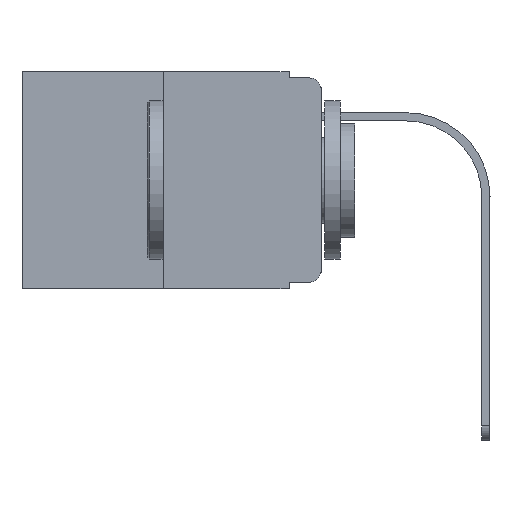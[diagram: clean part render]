
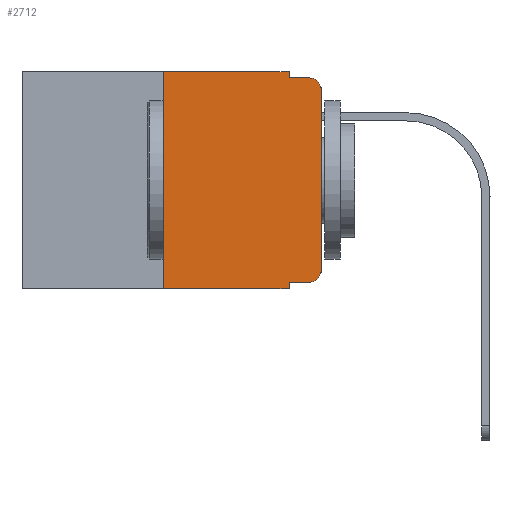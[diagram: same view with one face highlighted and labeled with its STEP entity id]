
A CAD part, left-side view. The second image highlights one B-rep face of the part: STEP entity #2712.
In plain terms, the highlighted planar face has unit normal (-1, 0, 0).
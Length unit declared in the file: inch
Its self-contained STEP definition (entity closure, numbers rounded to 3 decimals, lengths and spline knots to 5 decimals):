
#658 = DIRECTION ( 'NONE',  ( 0., 0., 1. ) ) ;
#904 = VERTEX_POINT ( 'NONE', #12946 ) ;
#908 = CARTESIAN_POINT ( 'NONE',  ( 0., 0.25, -0.343 ) ) ;
#933 = LINE ( 'NONE', #14064, #8953 ) ;
#1051 = VECTOR ( 'NONE', #14893, 39.37008 ) ;
#1197 = CARTESIAN_POINT ( 'NONE',  ( 0., 0.473, 0. ) ) ;
#1543 = EDGE_CURVE ( 'NONE', #904, #16566, #5066, .T. ) ;
#1715 = DIRECTION ( 'NONE',  ( 0., 0., 1. ) ) ;
#2180 = AXIS2_PLACEMENT_3D ( 'NONE', #11671, #9202, #9106 ) ;
#2322 = EDGE_CURVE ( 'NONE', #13308, #6650, #5028, .T. ) ;
#2455 = VECTOR ( 'NONE', #4251, 39.37008 ) ;
#2512 = EDGE_LOOP ( 'NONE', ( #7575, #10253, #5251, #13900, #7571, #6678, #7365, #6586, #10125, #9552 ) ) ;
#2712 = ADVANCED_FACE ( 'NONE', ( #10143 ), #3650, .F. ) ;
#2886 = CARTESIAN_POINT ( 'NONE',  ( 0., 0.473, -0.343 ) ) ;
#2995 = CARTESIAN_POINT ( 'NONE',  ( 0., 0.051, 0. ) ) ;
#3060 = LINE ( 'NONE', #8285, #8885 ) ;
#3123 = EDGE_CURVE ( 'NONE', #15100, #6201, #10263, .T. ) ;
#3134 = LINE ( 'NONE', #13434, #12162 ) ;
#3650 = PLANE ( 'NONE',  #3771 ) ;
#3771 = AXIS2_PLACEMENT_3D ( 'NONE', #1197, #3809, #12443 ) ;
#3809 = DIRECTION ( 'NONE',  ( 1., 0., 0. ) ) ;
#4251 = DIRECTION ( 'NONE',  ( 0., 0., -1. ) ) ;
#4298 = CARTESIAN_POINT ( 'NONE',  ( 0., 0., -0.313 ) ) ;
#4810 = EDGE_CURVE ( 'NONE', #12314, #11433, #6504, .T. ) ;
#4983 = VERTEX_POINT ( 'NONE', #5822 ) ;
#5028 = LINE ( 'NONE', #2886, #5112 ) ;
#5066 = LINE ( 'NONE', #6110, #10367 ) ;
#5112 = VECTOR ( 'NONE', #15648, 39.37008 ) ;
#5251 = ORIENTED_EDGE ( 'NONE', *, *, #10724, .F. ) ;
#5356 = LINE ( 'NONE', #2995, #2455 ) ;
#5396 = VERTEX_POINT ( 'NONE', #8495 ) ;
#5760 = DIRECTION ( 'NONE',  ( 0., -1., 0. ) ) ;
#5822 = CARTESIAN_POINT ( 'NONE',  ( 0., 0.051, -0.333 ) ) ;
#5874 = LINE ( 'NONE', #8567, #15080 ) ;
#6110 = CARTESIAN_POINT ( 'NONE',  ( 0., 0.051, 0. ) ) ;
#6201 = VERTEX_POINT ( 'NONE', #4298 ) ;
#6504 = CIRCLE ( 'NONE', #8395, 0.02 ) ;
#6586 = ORIENTED_EDGE ( 'NONE', *, *, #6941, .F. ) ;
#6650 = VERTEX_POINT ( 'NONE', #14734 ) ;
#6667 = CARTESIAN_POINT ( 'NONE',  ( 0., 0.02, -0.03 ) ) ;
#6678 = ORIENTED_EDGE ( 'NONE', *, *, #8474, .F. ) ;
#6941 = EDGE_CURVE ( 'NONE', #4983, #6650, #5356, .T. ) ;
#7049 = CARTESIAN_POINT ( 'NONE',  ( 0., 0.051, -0.01 ) ) ;
#7365 = ORIENTED_EDGE ( 'NONE', *, *, #2322, .T. ) ;
#7571 = ORIENTED_EDGE ( 'NONE', *, *, #15272, .F. ) ;
#7575 = ORIENTED_EDGE ( 'NONE', *, *, #12865, .T. ) ;
#7863 = CARTESIAN_POINT ( 'NONE',  ( 0., 0.02, -0.333 ) ) ;
#8267 = CARTESIAN_POINT ( 'NONE',  ( 0., 0.02, -0.01 ) ) ;
#8285 = CARTESIAN_POINT ( 'NONE',  ( 0., 0., 0. ) ) ;
#8395 = AXIS2_PLACEMENT_3D ( 'NONE', #6667, #14594, #12001 ) ;
#8474 = EDGE_CURVE ( 'NONE', #13308, #5396, #5874, .T. ) ;
#8495 = CARTESIAN_POINT ( 'NONE',  ( 0., 0.25, 0. ) ) ;
#8567 = CARTESIAN_POINT ( 'NONE',  ( 0., 0.25, 0. ) ) ;
#8885 = VECTOR ( 'NONE', #1715, 39.37008 ) ;
#8953 = VECTOR ( 'NONE', #16519, 39.37008 ) ;
#9106 = DIRECTION ( 'NONE',  ( 0., 0., -1. ) ) ;
#9202 = DIRECTION ( 'NONE',  ( -1., 0., 0. ) ) ;
#9552 = ORIENTED_EDGE ( 'NONE', *, *, #3123, .T. ) ;
#10125 = ORIENTED_EDGE ( 'NONE', *, *, #10399, .T. ) ;
#10143 = FACE_OUTER_BOUND ( 'NONE', #2512, .T. ) ;
#10253 = ORIENTED_EDGE ( 'NONE', *, *, #4810, .T. ) ;
#10263 = CIRCLE ( 'NONE', #2180, 0.02 ) ;
#10350 = CARTESIAN_POINT ( 'NONE',  ( 0., 0., -0.03 ) ) ;
#10367 = VECTOR ( 'NONE', #15212, 39.37008 ) ;
#10399 = EDGE_CURVE ( 'NONE', #4983, #15100, #933, .T. ) ;
#10597 = CARTESIAN_POINT ( 'NONE',  ( 0., 0.051, -0.01 ) ) ;
#10724 = EDGE_CURVE ( 'NONE', #16566, #11433, #14806, .T. ) ;
#11433 = VERTEX_POINT ( 'NONE', #8267 ) ;
#11671 = CARTESIAN_POINT ( 'NONE',  ( 0., 0.02, -0.313 ) ) ;
#12001 = DIRECTION ( 'NONE',  ( 0., 0., -1. ) ) ;
#12162 = VECTOR ( 'NONE', #5760, 39.37008 ) ;
#12314 = VERTEX_POINT ( 'NONE', #10350 ) ;
#12443 = DIRECTION ( 'NONE',  ( 0., 0., -1. ) ) ;
#12865 = EDGE_CURVE ( 'NONE', #6201, #12314, #3060, .T. ) ;
#12946 = CARTESIAN_POINT ( 'NONE',  ( 0., 0.051, 0. ) ) ;
#13308 = VERTEX_POINT ( 'NONE', #908 ) ;
#13434 = CARTESIAN_POINT ( 'NONE',  ( 0., 0.473, 0. ) ) ;
#13900 = ORIENTED_EDGE ( 'NONE', *, *, #1543, .F. ) ;
#14064 = CARTESIAN_POINT ( 'NONE',  ( 0., 0.051, -0.333 ) ) ;
#14594 = DIRECTION ( 'NONE',  ( -1., 0., 0. ) ) ;
#14734 = CARTESIAN_POINT ( 'NONE',  ( 0., 0.051, -0.343 ) ) ;
#14806 = LINE ( 'NONE', #7049, #1051 ) ;
#14893 = DIRECTION ( 'NONE',  ( 0., -1., 0. ) ) ;
#15080 = VECTOR ( 'NONE', #658, 39.37008 ) ;
#15100 = VERTEX_POINT ( 'NONE', #7863 ) ;
#15212 = DIRECTION ( 'NONE',  ( 0., 0., -1. ) ) ;
#15272 = EDGE_CURVE ( 'NONE', #5396, #904, #3134, .T. ) ;
#15648 = DIRECTION ( 'NONE',  ( 0., -1., 0. ) ) ;
#16519 = DIRECTION ( 'NONE',  ( 0., -1., 0. ) ) ;
#16566 = VERTEX_POINT ( 'NONE', #10597 ) ;
